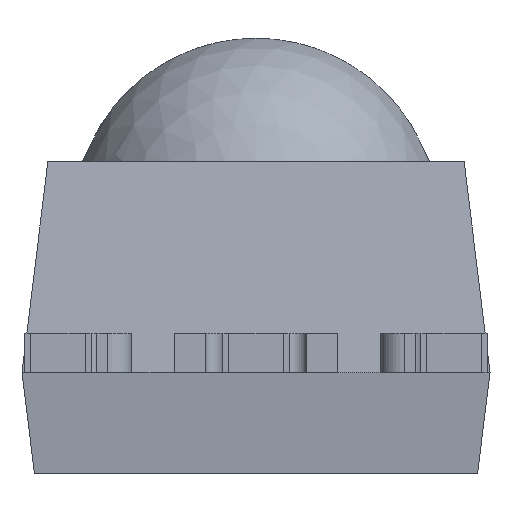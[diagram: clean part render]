
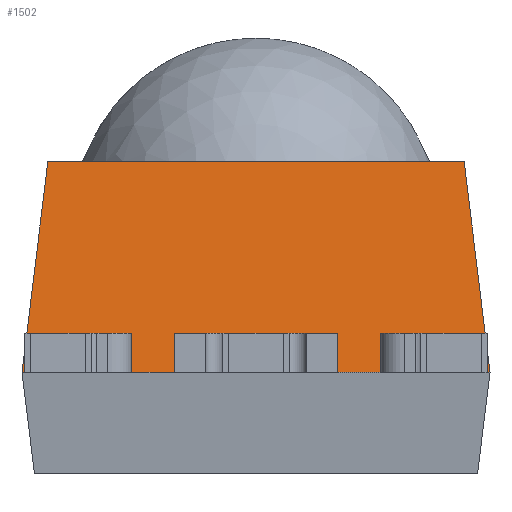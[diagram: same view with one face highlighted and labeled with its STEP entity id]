
A CAD part, front view. The second image highlights one B-rep face of the part: STEP entity #1502.
In plain terms, the highlighted planar face has unit normal (0, -0.993, 0.122).
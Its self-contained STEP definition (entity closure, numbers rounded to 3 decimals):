
#295 = LINE ( 'NONE', #2248, #844 ) ;
#440 = DIRECTION ( 'NONE',  ( 0.121, -0.121, -0.985 ) ) ;
#531 = PLANE ( 'NONE',  #564 ) ;
#537 = DIRECTION ( 'NONE',  ( 0.121, 0.121, 0.985 ) ) ;
#564 = AXIS2_PLACEMENT_3D ( 'NONE', #2146, #2565, #939 ) ;
#660 = EDGE_CURVE ( 'NONE', #2033, #1867, #295, .T. ) ;
#661 = DIRECTION ( 'NONE',  ( 1., 0., 0. ) ) ;
#691 = VERTEX_POINT ( 'NONE', #2477 ) ;
#742 = CARTESIAN_POINT ( 'NONE',  ( -3., 3.3, -0.25 ) ) ;
#835 = EDGE_CURVE ( 'NONE', #1455, #691, #1336, .T. ) ;
#844 = VECTOR ( 'NONE', #440, 1000. ) ;
#867 = CARTESIAN_POINT ( 'NONE',  ( -3., 3.632, 2.45 ) ) ;
#939 = DIRECTION ( 'NONE',  ( 0., 0.122, 0.993 ) ) ;
#1107 = ORIENTED_EDGE ( 'NONE', *, *, #1197, .F. ) ;
#1124 = CARTESIAN_POINT ( 'NONE',  ( -3., 3.3, -0.25 ) ) ;
#1182 = FACE_OUTER_BOUND ( 'NONE', #1801, .T. ) ;
#1197 = EDGE_CURVE ( 'NONE', #691, #2033, #1759, .T. ) ;
#1227 = ORIENTED_EDGE ( 'NONE', *, *, #660, .F. ) ;
#1336 = LINE ( 'NONE', #1124, #1541 ) ;
#1385 = ORIENTED_EDGE ( 'NONE', *, *, #835, .F. ) ;
#1455 = VERTEX_POINT ( 'NONE', #1908 ) ;
#1502 = ADVANCED_FACE ( 'NONE', ( #1182 ), #531, .F. ) ;
#1541 = VECTOR ( 'NONE', #537, 1000. ) ;
#1616 = ORIENTED_EDGE ( 'NONE', *, *, #2418, .T. ) ;
#1663 = CARTESIAN_POINT ( 'NONE',  ( 3., 3.3, -0.25 ) ) ;
#1759 = LINE ( 'NONE', #867, #2231 ) ;
#1774 = DIRECTION ( 'NONE',  ( 1., 0., 0. ) ) ;
#1801 = EDGE_LOOP ( 'NONE', ( #1107, #1385, #1616, #1227 ) ) ;
#1867 = VERTEX_POINT ( 'NONE', #1663 ) ;
#1908 = CARTESIAN_POINT ( 'NONE',  ( -3., 3.3, -0.25 ) ) ;
#2033 = VERTEX_POINT ( 'NONE', #2244 ) ;
#2146 = CARTESIAN_POINT ( 'NONE',  ( -3., 3.632, 2.45 ) ) ;
#2231 = VECTOR ( 'NONE', #661, 1000. ) ;
#2244 = CARTESIAN_POINT ( 'NONE',  ( 2.668, 3.632, 2.45 ) ) ;
#2248 = CARTESIAN_POINT ( 'NONE',  ( 3., 3.3, -0.25 ) ) ;
#2294 = LINE ( 'NONE', #742, #2569 ) ;
#2418 = EDGE_CURVE ( 'NONE', #1455, #1867, #2294, .T. ) ;
#2477 = CARTESIAN_POINT ( 'NONE',  ( -2.668, 3.632, 2.45 ) ) ;
#2565 = DIRECTION ( 'NONE',  ( 0., 0.993, -0.122 ) ) ;
#2569 = VECTOR ( 'NONE', #1774, 1000. ) ;
